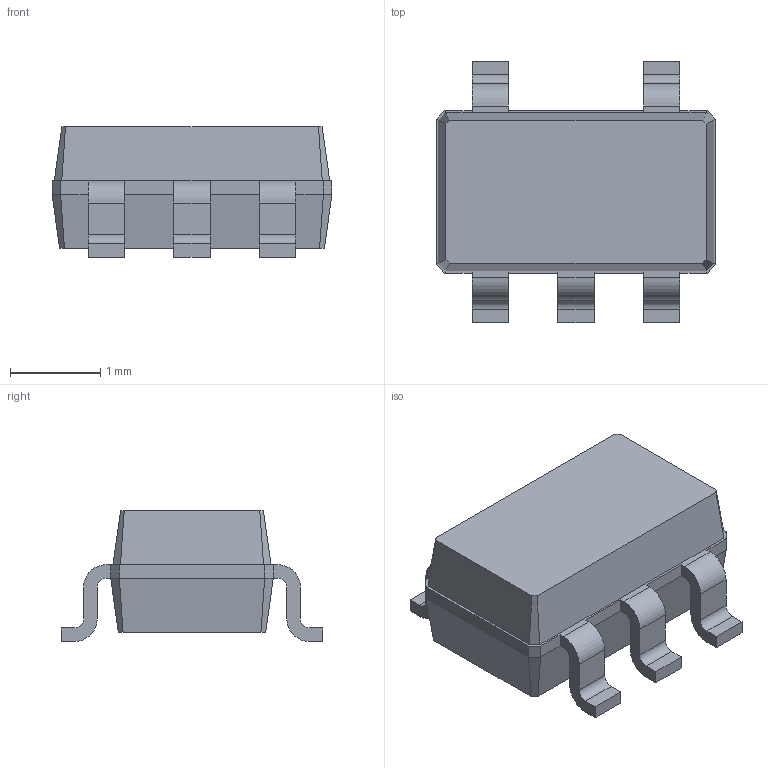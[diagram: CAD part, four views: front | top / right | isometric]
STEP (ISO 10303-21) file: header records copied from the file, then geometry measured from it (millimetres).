
FILE_DESCRIPTION(('FreeCAD Model'),'2;1');
FILE_NAME('sot23_5_18x29_p095.step', '2017-01-09T19:07:23',('Author'),(''), 'Open CASCADE STEP processor 6.8','FreeCAD','Unknown');
FILE_SCHEMA(('AUTOMOTIVE_DESIGN_CC2 { 1 2 10303 214 -1 1 5 4 }'));
Length unit declared in the file: millimetre
Products named in the file (2): ASSEMBLY; sot23_5_18x29_p095
Assembly tree (1 placements, depth 2):
  ASSEMBLY
    sot23_5_18x29_p095
Bounding box: 3.1 x 2.9 x 1.45 mm (x, y, z)
Volume: 7.2 mm3; surface area: 28.2 mm2
Topology: 1 solids, 1 shells, 109 faces, 277 edges, 170 vertices
Faces by surface type: plane 60, bspline 29, cylinder 20
Entity records: 7567 total; most frequent: CARTESIAN_POINT 1426, DIRECTION 918, LINE 654, VECTOR 654, ORIENTED_EDGE 554, PCURVE 554, DEFINITIONAL_REPRESENTATION 554, EDGE_CURVE 277
